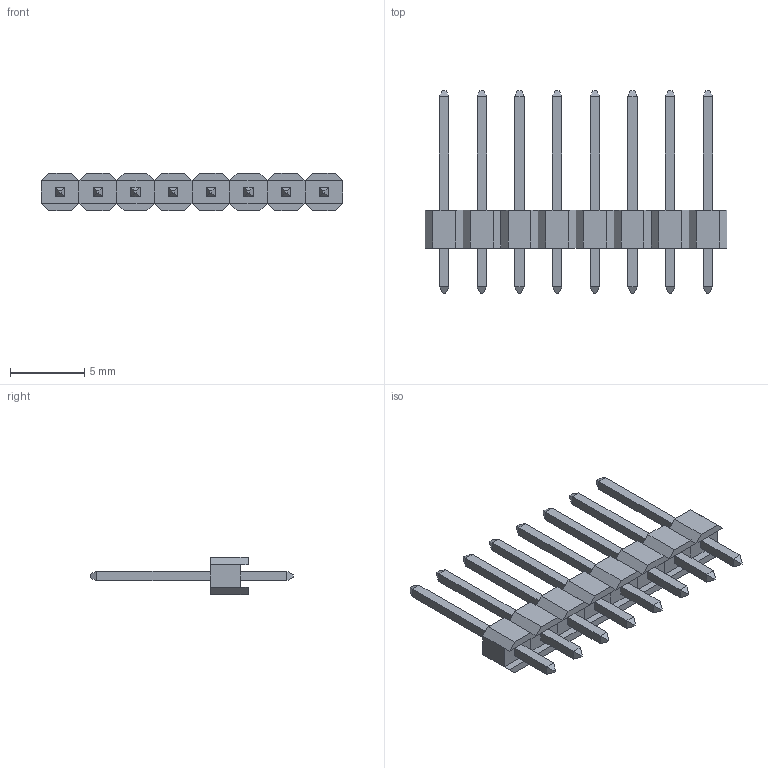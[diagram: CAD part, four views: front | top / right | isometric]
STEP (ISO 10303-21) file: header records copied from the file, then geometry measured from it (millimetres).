
FILE_DESCRIPTION (( 'STEP AP214' ), '1' );
FILE_NAME ('PREC008SFAN-RC.STEP', '2019-04-24T12:54:22', ( '' ), ( '' ), 'SwSTEP 2.0', 'SolidWorks 2014', '' );
FILE_SCHEMA (( 'AUTOMOTIVE_DESIGN' ));
Length unit declared in the file: millimetre
Products named in the file (2): 1 row end bumps format; PREC008SFAN-RC
Assembly tree (8 placements, depth 2):
  PREC008SFAN-RC
    1 row end bumps format  x8
Bounding box: 20.32 x 13.67 x 2.54 mm (x, y, z)
Volume: 142 mm3; surface area: 526.9 mm2
Topology: 24 solids, 24 shells, 272 faces, 576 edges, 352 vertices
Faces by surface type: plane 272
Entity records: 1020 total; most frequent: DIRECTION 162, CARTESIAN_POINT 161, ORIENTED_EDGE 144, EDGE_CURVE 72, VECTOR 72, LINE 72, AXIS2_PLACEMENT_3D 45, VERTEX_POINT 44
